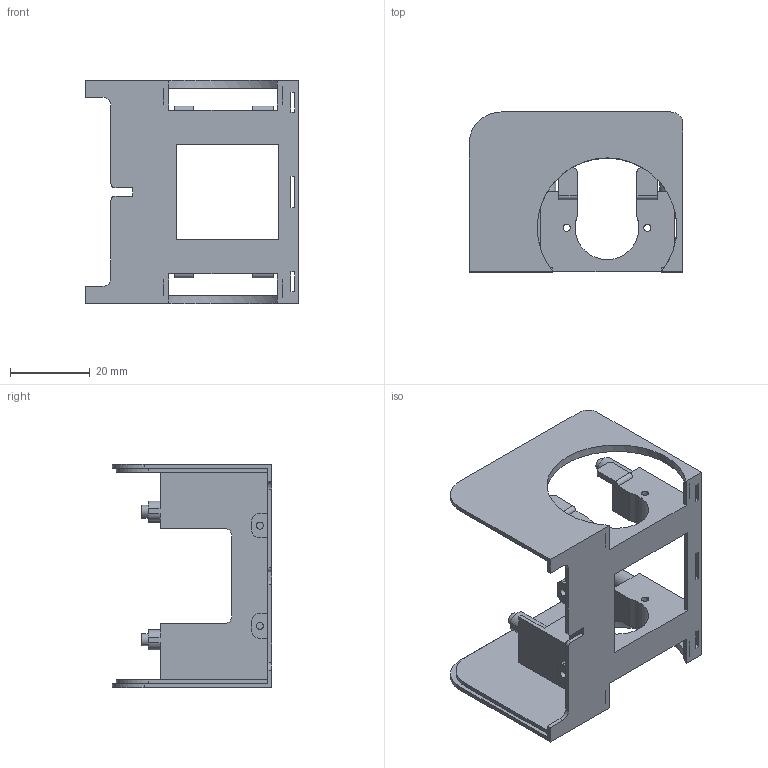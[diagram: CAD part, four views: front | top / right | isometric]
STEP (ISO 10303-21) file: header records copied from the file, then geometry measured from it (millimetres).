
FILE_DESCRIPTION(/* description */ (''),/* implementation_level */ '2;1');
FILE_NAME(/* name */ 'FramePrint_Base.stp',/* time_stamp */ '2019-01-02T23:40:20+09:00',/* author */ ('tlsru'),/* organization */ (''),/* preprocessor_version */ 'ST-DEVELOPER v15.6',/* originating_system */ 'Autodesk Inventor 2015',/* authorisation */ '');
FILE_SCHEMA (('AUTOMOTIVE_DESIGN { 1 0 10303 214 3 1 1 }'));
Length unit declared in the file: millimetre
Products named in the file (3): EduBot_base_Frame; EduBot_BallCast; FramePrint_Base
Bounding box: 53.57 x 40 x 56 mm (x, y, z)
Volume: 15380 mm3; surface area: 15179.8 mm2
Topology: 1 solids, 1 shells, 191 faces, 546 edges, 360 vertices
Faces by surface type: plane 133, cylinder 58
Full cylindrical faces by diameter (mm): 1.8 x10, 3 x4
Entity records: 6329 total; most frequent: CARTESIAN_POINT 1166, ORIENTED_EDGE 1068, DIRECTION 1048, EDGE_CURVE 530, LINE 400, VECTOR 400, VERTEX_POINT 358, AXIS2_PLACEMENT_3D 324
